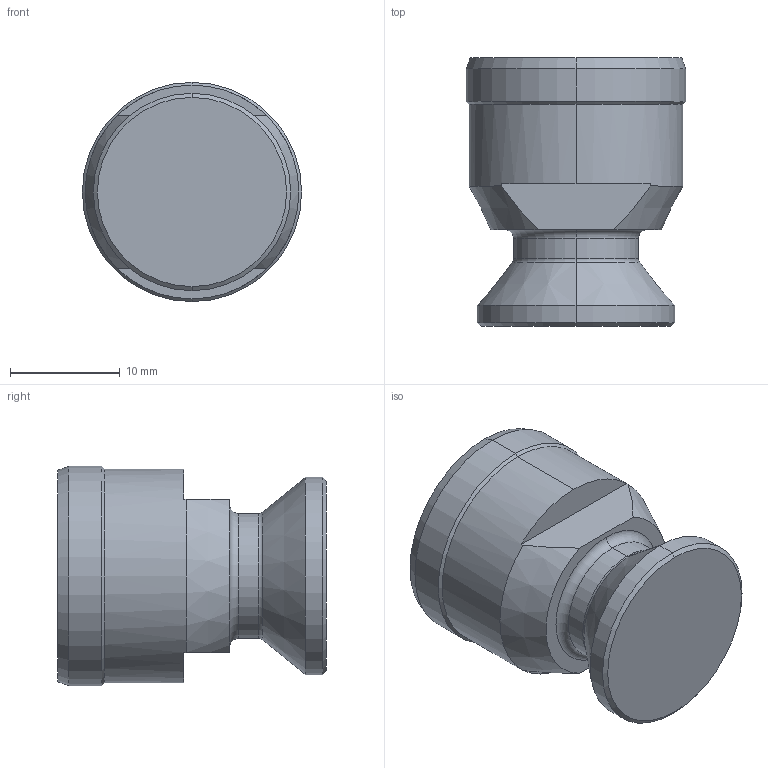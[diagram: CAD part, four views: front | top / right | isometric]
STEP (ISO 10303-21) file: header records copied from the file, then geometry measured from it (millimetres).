
FILE_DESCRIPTION (( 'STEP AP214' ), '1' );
FILE_NAME ('2000 011 EZNi o.Zentr ø20_M10 BI. 4.5 metec 1 063-007.STEP', '2014-04-23T13:49:44', ( '' ), ( '' ), 'SwSTEP 2.0', 'SolidWorks 2013', '' );
FILE_SCHEMA (( 'AUTOMOTIVE_DESIGN' ));
Length unit declared in the file: millimetre
Products named in the file (1): 2000 011 EZNi o.Zentr ø20_M10 BI. 4.5 metec 1 063-007
Bounding box: 20 x 24.5 x 20 mm (x, y, z)
Volume: 5092.7 mm3; surface area: 2424 mm2
Topology: 1 solids, 1 shells, 33 faces, 72 edges, 41 vertices
Faces by surface type: cone 12, cylinder 10, plane 7, torus 4
Entity records: 932 total; most frequent: DIRECTION 172, CARTESIAN_POINT 165, ORIENTED_EDGE 140, AXIS2_PLACEMENT_3D 72, EDGE_CURVE 70, VERTEX_POINT 41, CIRCLE 38, EDGE_LOOP 35
